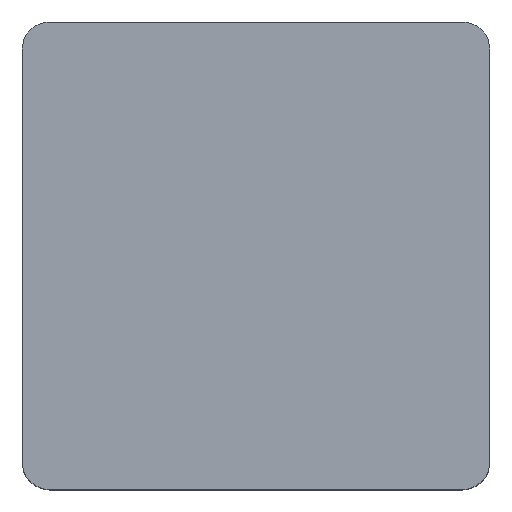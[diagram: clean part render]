
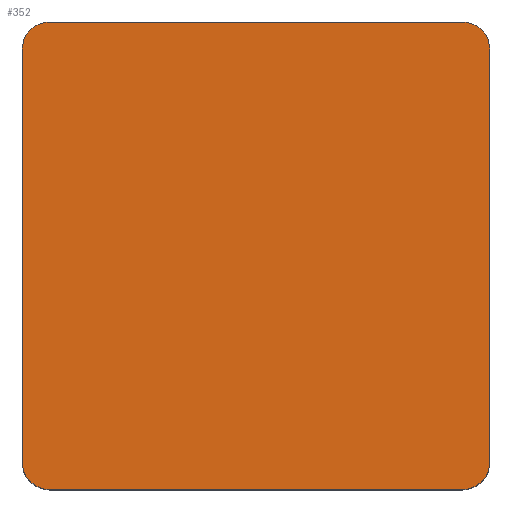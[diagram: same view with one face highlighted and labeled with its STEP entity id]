
A CAD part, top view. The second image highlights one B-rep face of the part: STEP entity #352.
In plain terms, the highlighted planar face has unit normal (0, 0, 1).
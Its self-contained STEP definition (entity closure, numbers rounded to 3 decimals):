
#21=PLANE($,#383);
#40=FACE_OUTER_BOUND($,#62,.T.);
#62=EDGE_LOOP($,(#258,#259,#260,#261,#262,#263,#264,#265));
#84=LINE($,#523,#124);
#87=LINE($,#529,#127);
#88=LINE($,#533,#128);
#89=LINE($,#537,#129);
#124=VECTOR($,#421,3.8);
#127=VECTOR($,#426,3.8);
#128=VECTOR($,#429,3.8);
#129=VECTOR($,#432,3.8);
#163=CIRCLE($,#381,0.25);
#164=CIRCLE($,#384,0.25);
#165=CIRCLE($,#385,0.25);
#166=CIRCLE($,#386,0.25);
#172=VERTEX_POINT($,#516);
#173=VERTEX_POINT($,#518);
#174=VERTEX_POINT($,#522);
#176=VERTEX_POINT($,#528);
#177=VERTEX_POINT($,#530);
#178=VERTEX_POINT($,#532);
#179=VERTEX_POINT($,#534);
#180=VERTEX_POINT($,#536);
#204=EDGE_CURVE($,#172,#173,#163,.T.);
#206=EDGE_CURVE($,#174,#173,#84,.T.);
#209=EDGE_CURVE($,#172,#176,#87,.T.);
#210=EDGE_CURVE($,#177,#176,#164,.T.);
#211=EDGE_CURVE($,#177,#178,#88,.T.);
#212=EDGE_CURVE($,#179,#178,#165,.T.);
#213=EDGE_CURVE($,#179,#180,#89,.T.);
#214=EDGE_CURVE($,#174,#180,#166,.T.);
#258=ORIENTED_EDGE($,*,*,#204,.F.);
#259=ORIENTED_EDGE($,*,*,#209,.T.);
#260=ORIENTED_EDGE($,*,*,#210,.F.);
#261=ORIENTED_EDGE($,*,*,#211,.T.);
#262=ORIENTED_EDGE($,*,*,#212,.F.);
#263=ORIENTED_EDGE($,*,*,#213,.T.);
#264=ORIENTED_EDGE($,*,*,#214,.F.);
#265=ORIENTED_EDGE($,*,*,#206,.T.);
#352=ADVANCED_FACE($,(#40),#21,.T.);
#381=AXIS2_PLACEMENT_3D($,#519,#416,#417);
#383=AXIS2_PLACEMENT_3D($,#527,#424,#425);
#384=AXIS2_PLACEMENT_3D($,#531,#427,#428);
#385=AXIS2_PLACEMENT_3D($,#535,#430,#431);
#386=AXIS2_PLACEMENT_3D($,#538,#433,#434);
#416=DIRECTION('center_axis',(0.,0.,-1.));
#417=DIRECTION('ref_axis',(0.707,0.707,0.));
#421=DIRECTION($,(0.,1.,0.));
#424=DIRECTION('center_axis',(0.,0.,1.));
#425=DIRECTION('ref_axis',(1.,0.,0.));
#426=DIRECTION($,(-1.,0.,0.));
#427=DIRECTION('center_axis',(0.,0.,-1.));
#428=DIRECTION('ref_axis',(-0.707,0.707,0.));
#429=DIRECTION($,(0.,-1.,0.));
#430=DIRECTION('center_axis',(0.,0.,-1.));
#431=DIRECTION('ref_axis',(-0.707,-0.707,0.));
#432=DIRECTION($,(1.,0.,0.));
#433=DIRECTION('center_axis',(0.,0.,-1.));
#434=DIRECTION('ref_axis',(0.707,-0.707,0.));
#516=CARTESIAN_POINT('',(1.9,2.15,3.1));
#518=CARTESIAN_POINT('',(2.15,1.9,3.1));
#519=CARTESIAN_POINT('Origin',(1.9,1.9,3.1));
#522=CARTESIAN_POINT('',(2.15,-1.9,3.1));
#523=CARTESIAN_POINT($,(2.15,-2.15,3.1));
#527=CARTESIAN_POINT('Origin',(0.,0.,
3.1));
#528=CARTESIAN_POINT('',(-1.9,2.15,3.1));
#529=CARTESIAN_POINT($,(2.15,2.15,3.1));
#530=CARTESIAN_POINT('',(-2.15,1.9,3.1));
#531=CARTESIAN_POINT('Origin',(-1.9,1.9,3.1));
#532=CARTESIAN_POINT('',(-2.15,-1.9,3.1));
#533=CARTESIAN_POINT($,(-2.15,2.15,3.1));
#534=CARTESIAN_POINT('',(-1.9,-2.15,3.1));
#535=CARTESIAN_POINT('Origin',(-1.9,-1.9,3.1));
#536=CARTESIAN_POINT('',(1.9,-2.15,3.1));
#537=CARTESIAN_POINT($,(-2.15,-2.15,3.1));
#538=CARTESIAN_POINT('Origin',(1.9,-1.9,3.1));
